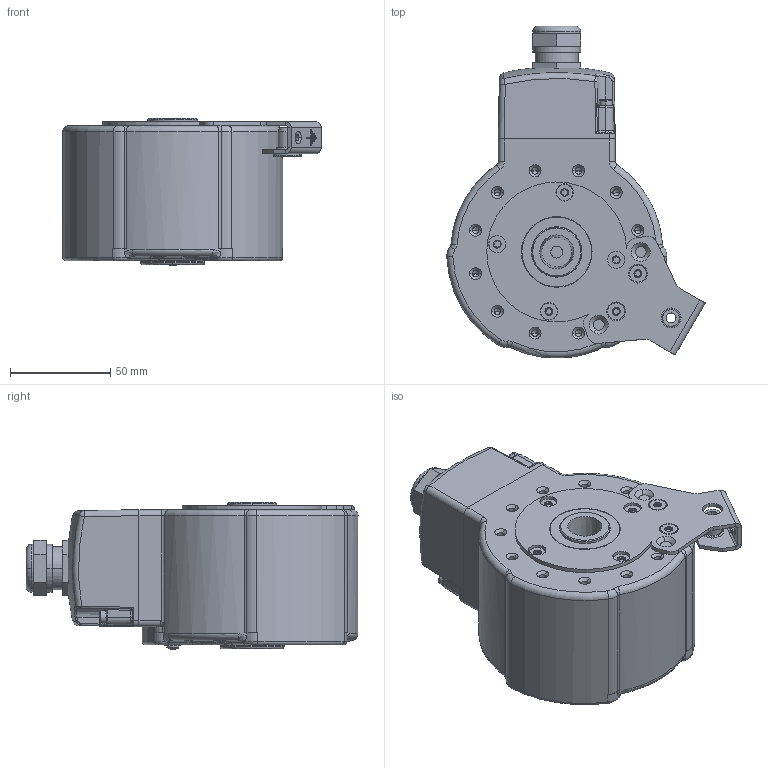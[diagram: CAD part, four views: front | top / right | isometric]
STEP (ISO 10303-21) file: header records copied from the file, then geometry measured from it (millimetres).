
FILE_DESCRIPTION((''),'2;1');
FILE_NAME('801350-011','2013-08-07T',('se2562'),(''),'PRO/ENGINEER BY PARAMETRIC TECHNOLOGY CORPORATION, 2011410','PRO/ENGINEER BY PARAMETRIC TECHNOLOGY CORPORATION, 2011410','');
FILE_SCHEMA(('CONFIG_CONTROL_DESIGN'));
Length unit declared in the file: millimetre
Products named in the file (1): 801350-011
Bounding box: 129.13 x 166 x 73.5 mm (x, y, z)
Volume: 356066.5 mm3; surface area: 142852.6 mm2
Topology: 14 solids, 26 shells, 1309 faces, 3320 edges, 2018 vertices
Faces by surface type: cylinder 527, plane 352, cone 166, torus 139, sphere 72, bspline 50, extrusion 2, revolution 1
Entity records: 49871 total; most frequent: CARTESIAN_POINT 18514, DIRECTION 6934, ORIENTED_EDGE 6416, EDGE_CURVE 3208, AXIS2_PLACEMENT_3D 2881, VERTEX_POINT 2018, CIRCLE 1625, EDGE_LOOP 1422
